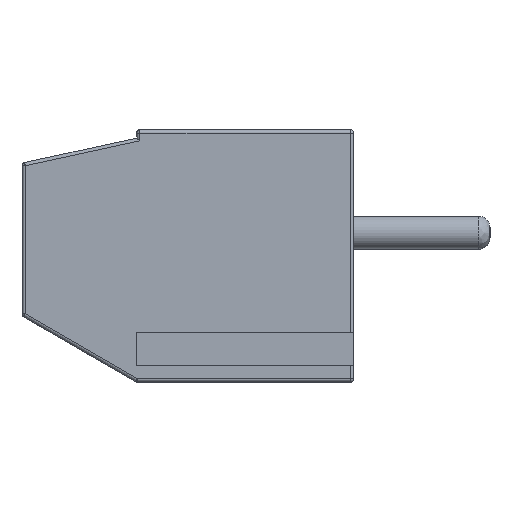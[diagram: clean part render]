
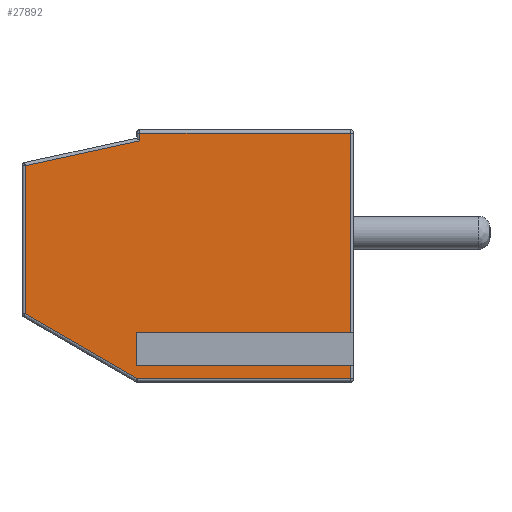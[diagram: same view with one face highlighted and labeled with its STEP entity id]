
A CAD part, left-side view. The second image highlights one B-rep face of the part: STEP entity #27892.
In plain terms, the highlighted planar face has unit normal (-1, 0, 0).
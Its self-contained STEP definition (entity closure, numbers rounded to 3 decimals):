
#63=DIRECTION('',(0.,0.,-1.));
#64=VECTOR('',#63,0.231);
#65=CARTESIAN_POINT('',(-32.5,1.45,3.));
#66=LINE('',#65,#64);
#71=DIRECTION('',(0.,1.,0.));
#72=VECTOR('',#71,6.35);
#73=CARTESIAN_POINT('',(-32.5,-4.9,3.));
#74=LINE('',#73,#72);
#78=DIRECTION('',(0.,0.,1.));
#79=VECTOR('',#78,6.186);
#80=CARTESIAN_POINT('',(-32.5,-4.9,-3.186));
#81=LINE('',#80,#79);
#85=DIRECTION('',(0.,1.,0.));
#86=VECTOR('',#85,6.45);
#87=CARTESIAN_POINT('',(-32.5,-4.9,-3.186));
#88=LINE('',#87,#86);
#92=DIRECTION('',(0.,0.,-1.));
#93=VECTOR('',#92,0.628);
#94=CARTESIAN_POINT('',(-32.5,1.55,-3.186));
#95=LINE('',#94,#93);
#99=DIRECTION('',(0.,1.,0.));
#100=VECTOR('',#99,6.45);
#101=CARTESIAN_POINT('',(-32.5,-4.9,-3.814));
#102=LINE('',#101,#100);
#106=DIRECTION('',(0.,0.,1.));
#107=VECTOR('',#106,0.586);
#108=CARTESIAN_POINT('',(-32.5,-4.9,-4.4));
#109=LINE('',#108,#107);
#113=DIRECTION('',(0.,-1.,0.));
#114=VECTOR('',#113,6.423);
#115=CARTESIAN_POINT('',(-32.5,1.523,-4.4));
#116=LINE('',#115,#114);
#120=DIRECTION('',(0.,-0.865,-0.502));
#121=VECTOR('',#120,3.903);
#122=CARTESIAN_POINT('',(-32.5,4.9,-2.442));
#123=LINE('',#122,#121);
#127=DIRECTION('',(0.,0.,-1.));
#128=VECTOR('',#127,4.462);
#129=CARTESIAN_POINT('',(-32.5,4.9,2.019));
#130=LINE('',#129,#128);
#134=DIRECTION('',(0.,0.977,-0.212));
#135=VECTOR('',#134,3.531);
#136=CARTESIAN_POINT('',(-32.5,1.45,2.769));
#137=LINE('',#136,#135);
#11814=CARTESIAN_POINT('',(-32.5,-4.9,-3.186));
#24943=CARTESIAN_POINT('',(-32.5,1.45,3.));
#24944=CARTESIAN_POINT('',(-32.5,1.45,2.769));
#24945=VERTEX_POINT('',#24943);
#24946=VERTEX_POINT('',#24944);
#24947=CARTESIAN_POINT('',(-32.5,4.9,2.019));
#24948=VERTEX_POINT('',#24947);
#24953=CARTESIAN_POINT('',(-32.5,4.9,-2.442));
#24954=VERTEX_POINT('',#24953);
#24959=CARTESIAN_POINT('',(-32.5,1.523,-4.4));
#24960=VERTEX_POINT('',#24959);
#24965=CARTESIAN_POINT('',(-32.5,-4.9,-4.4));
#24966=VERTEX_POINT('',#24965);
#24971=CARTESIAN_POINT('',(-32.5,-4.9,-3.814));
#24972=VERTEX_POINT('',#24971);
#24975=CARTESIAN_POINT('',(-32.5,-4.9,3.));
#24976=VERTEX_POINT('',#24975);
#25024=VERTEX_POINT('',#11814);
#25065=CARTESIAN_POINT('',(-32.5,1.55,-3.186));
#25066=CARTESIAN_POINT('',(-32.5,1.55,-3.814));
#25067=VERTEX_POINT('',#25065);
#25068=VERTEX_POINT('',#25066);
#27863=CARTESIAN_POINT('',(-32.5,0.,0.));
#27864=DIRECTION('',(1.,0.,0.));
#27865=DIRECTION('',(0.,-1.,0.));
#27866=AXIS2_PLACEMENT_3D('',#27863,#27864,#27865);
#27867=PLANE('',#27866);
#27869=ORIENTED_EDGE('',*,*,#27868,.F.);
#27871=ORIENTED_EDGE('',*,*,#27870,.F.);
#27873=ORIENTED_EDGE('',*,*,#27872,.F.);
#27875=ORIENTED_EDGE('',*,*,#27874,.T.);
#27877=ORIENTED_EDGE('',*,*,#27876,.T.);
#27879=ORIENTED_EDGE('',*,*,#27878,.F.);
#27881=ORIENTED_EDGE('',*,*,#27880,.F.);
#27883=ORIENTED_EDGE('',*,*,#27882,.F.);
#27885=ORIENTED_EDGE('',*,*,#27884,.F.);
#27887=ORIENTED_EDGE('',*,*,#27886,.F.);
#27889=ORIENTED_EDGE('',*,*,#27888,.F.);
#27890=EDGE_LOOP('',(#27869,#27871,#27873,#27875,#27877,#27879,#27881,#27883,
#27885,#27887,#27889));
#27891=FACE_OUTER_BOUND('',#27890,.F.);
#27892=ADVANCED_FACE('',(#27891),#27867,.F.);
#27868=EDGE_CURVE('',#24945,#24946,#66,.T.);
#27870=EDGE_CURVE('',#24976,#24945,#74,.T.);
#27872=EDGE_CURVE('',#25024,#24976,#81,.T.);
#27874=EDGE_CURVE('',#25024,#25067,#88,.T.);
#27876=EDGE_CURVE('',#25067,#25068,#95,.T.);
#27878=EDGE_CURVE('',#24972,#25068,#102,.T.);
#27880=EDGE_CURVE('',#24966,#24972,#109,.T.);
#27882=EDGE_CURVE('',#24960,#24966,#116,.T.);
#27884=EDGE_CURVE('',#24954,#24960,#123,.T.);
#27886=EDGE_CURVE('',#24948,#24954,#130,.T.);
#27888=EDGE_CURVE('',#24946,#24948,#137,.T.);
